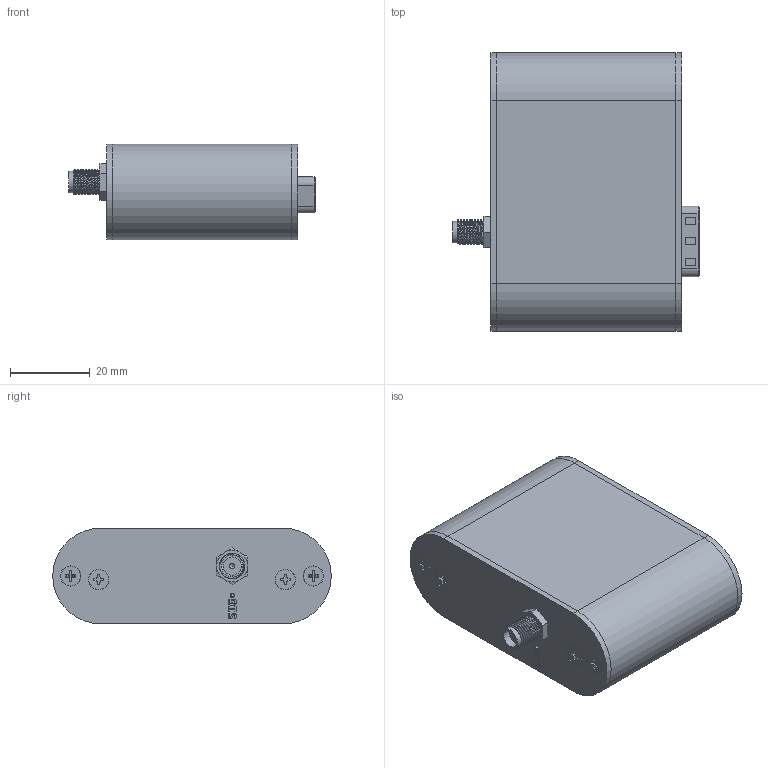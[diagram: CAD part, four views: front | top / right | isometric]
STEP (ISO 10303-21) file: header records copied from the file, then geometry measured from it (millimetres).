
FILE_DESCRIPTION(/* description */ (''),/* implementation_level */ '2;1');
FILE_NAME(/* name */ 'gps v32.step',/* time_stamp */ '2021-04-15T12:54:13+02:00',/* author */ (''),/* organization */ (''),/* preprocessor_version */ 'ST-DEVELOPER v18.1',/* originating_system */ 'Autodesk Translation Framework v10.6.0.1341',/* authorisation */ '');
FILE_SCHEMA (('AUTOMOTIVE_DESIGN { 1 0 10303 214 3 1 1 }'));
Products named in the file (16): gps; back_local; gps_plate_screw_CSPLC-ST-M3-8_203; silkscreen; module_enclosure; enclosure; front; end_plate_screw_CSPCSZ-ST-M2_5-8_203; base_pcb; base v2; PCB Component; M09_190-009-163R001; USB-MINI-SMD-HOLES; LED_APDA1806; SWITCH_SPDT_SSAJ120100; sma_dummy
Assembly tree (21 placements, depth 6):
  gps
    back_local
      end_plate_screw_CSPCSZ-ST-M2_5-8_203  x2
      gps_plate_screw_CSPLC-ST-M3-8_203  x2
      silkscreen
    module_enclosure
      enclosure
      front
        end_plate_screw_CSPCSZ-ST-M2_5-8_203  x2
      base_pcb
        base v2
          PCB Component
            M09_190-009-163R001
            USB-MINI-SMD-HOLES
            LED_APDA1806  x3
            SWITCH_SPDT_SSAJ120100
    sma_dummy
Bounding box: 61.83 x 70 x 24 mm (x, y, z)
Volume: 19346.6 mm3; surface area: 28100.8 mm2
Topology: 44 solids, 48 shells, 1838 faces, 4921 edges, 3215 vertices
Faces by surface type: plane 1287, cylinder 366, bspline 123, cone 39, torus 21, sphere 2
Full cylindrical faces by diameter (mm): 0.5 x2, 0.61 x9, 1 x4, 1.295 x1, 1.397 x2, 2.1 x2, 2.261 x2, 2.5 x4, 3 x6, 3.048 x2, 3.1 x2, 3.2 x2, 4.572 x1, 5 x6, 5.1 x6, 5.433 x2, 5.486 x1, 5.586 x11, 6.35 x11
Entity records: 54439 total; most frequent: CARTESIAN_POINT 15169, ORIENTED_EDGE 8348, DIRECTION 7520, EDGE_CURVE 4174, LINE 3114, VECTOR 3114, VERTEX_POINT 2725, AXIS2_PLACEMENT_3D 2203
